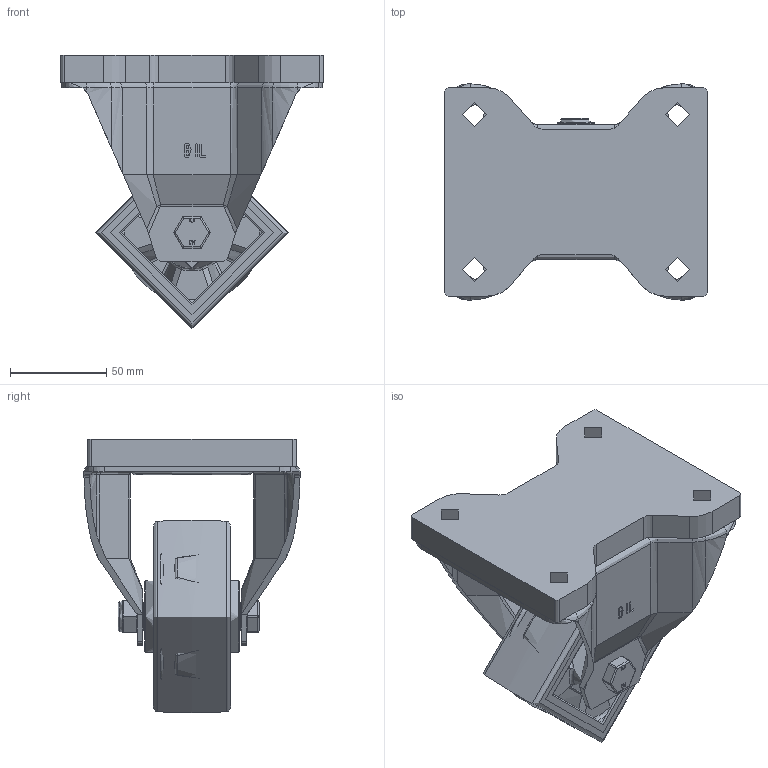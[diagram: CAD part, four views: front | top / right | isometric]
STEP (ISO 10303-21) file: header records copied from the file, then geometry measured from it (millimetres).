
FILE_DESCRIPTION(/* description */ (''),/* implementation_level */ '2;1');
FILE_NAME(/* name */ 'BZEHF100XPNBFP.step',/* time_stamp */ '2024-06-26T12:45:18+01:00',/* author */ (''),/* organization */ (''),/* preprocessor_version */ 'ST-DEVELOPER v20',/* originating_system */ 'Autodesk Translation Framework v13.14.0.145',/* authorisation */ '');
FILE_SCHEMA (('AUTOMOTIVE_DESIGN { 1 0 10303 214 3 1 1 }'));
Products named in the file (22): BZEHF100XPNBFP; BZEHF100ASLP v1; ZINC PLATED, PRESSED STEEL BRACKET; BZXH100WPNRB v1; POLYURETHANE TYRE; NYLON RIM; NYLON RIM Geometry; CAP; ROLLER BEARING; CAGE; RIBS; Component4; TUBEM15X50 v1; ZINC PLATED AXLE TUBE; HEXBOLTM10X65Z8.8FULL v2; GRADE 8.8 FULLY THREADED ZINC PLATED BOLT; NYLOCM10Z v1; NYLOC NUT; RUBBER; NUT; FPSWBAPLP v1; BZEH ADAPTION PLATE
Assembly tree (28 placements, depth 5):
  BZEHF100XPNBFP
    BZEHF100ASLP v1
      ZINC PLATED, PRESSED STEEL BRACKET
    BZXH100WPNRB v1
      POLYURETHANE TYRE
      NYLON RIM
        NYLON RIM Geometry
        CAP
      ROLLER BEARING
        CAGE
        RIBS
          Component4  x8
    TUBEM15X50 v1
      ZINC PLATED AXLE TUBE
    HEXBOLTM10X65Z8.8FULL v2
      GRADE 8.8 FULLY THREADED ZINC PLATED BOLT
    NYLOCM10Z v1
      NYLOC NUT
        RUBBER
        NUT
    FPSWBAPLP v1
      BZEH ADAPTION PLATE
Bounding box: 136 x 112 x 142 mm (x, y, z)
Volume: 387883.9 mm3; surface area: 189101.8 mm2
Topology: 18 solids, 18 shells, 971 faces, 2419 edges, 1502 vertices
Faces by surface type: cylinder 334, plane 317, bspline 193, torus 76, sphere 50, cone 1
Full cylindrical faces by diameter (mm): 4 x8, 8.141 x18, 9.85 x30, 10 x3, 10.2 x2, 10.5 x1, 12 x2, 12.5 x4, 15 x2, 15.5 x2, 16 x2, 22.5 x1, 26 x1, 26.9 x1, 27 x1, 37 x2, 73 x2, 85 x2
Entity records: 64512 total; most frequent: CARTESIAN_POINT 41970, ORIENTED_EDGE 4788, DIRECTION 4332, EDGE_CURVE 2394, AXIS2_PLACEMENT_3D 1656, VERTEX_POINT 1488, EDGE_LOOP 1022, LINE 1020
